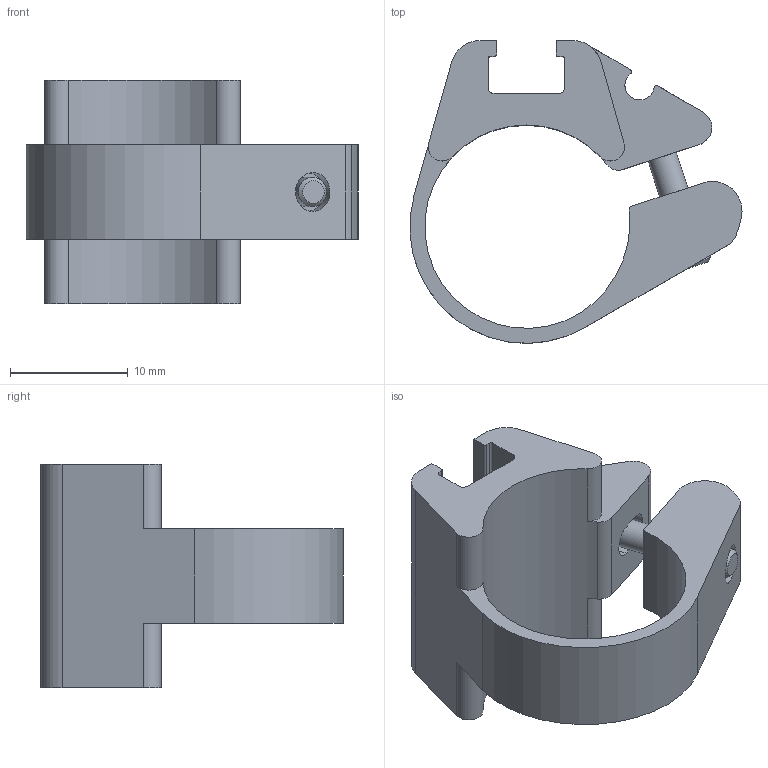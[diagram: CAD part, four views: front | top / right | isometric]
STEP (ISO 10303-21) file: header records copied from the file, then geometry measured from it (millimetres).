
FILE_DESCRIPTION(/* description */ ('STEP AP214'),/* implementation_level */ '2;1');
FILE_NAME(/* name */ '175094_SMBR-8-16',/* time_stamp */ '2024-09-10T11:32:01+02:00',/* author */ ('License CC BY-ND 4.0'),/* organization */ ('CADENAS'),/* preprocessor_version */ 'ST-DEVELOPER v19.3',/* originating_system */ 'PARTsolutions',/* authorisation */ ' ');
FILE_SCHEMA (('FEATURE_BASED_PROCESS_PLANNING','MODEL_BASED_INTEGRATED_MANUFACTURING_SCHEMA','AUTOMOTIVE_DESIGN {1 0 10303 214 3 1 1}'));
Length unit declared in the file: millimetre
Products named in the file (1): 175094 SMBR-8-16
Bounding box: 28.18 x 25.7 x 19 mm (x, y, z)
Volume: 2797.9 mm3; surface area: 2702.3 mm2
Topology: 1 solids, 1 shells, 100 faces, 313 edges, 208 vertices
Faces by surface type: cylinder 59, plane 37, cone 3, torus 1
Full cylindrical faces by diameter (mm): 2.5 x1, 2.7 x1, 3.3 x1
Entity records: 3591 total; most frequent: CARTESIAN_POINT 717, DIRECTION 614, ORIENTED_EDGE 608, EDGE_CURVE 304, AXIS2_PLACEMENT_3D 242, VERTEX_POINT 206, CIRCLE 137, LINE 130
